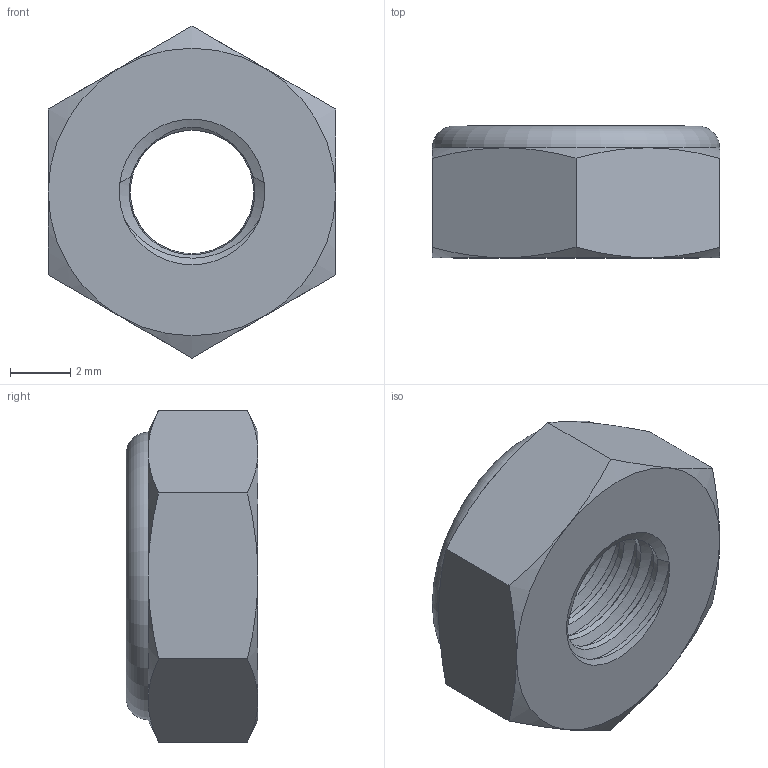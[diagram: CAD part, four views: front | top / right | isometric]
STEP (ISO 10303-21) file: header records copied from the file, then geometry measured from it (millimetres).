
FILE_DESCRIPTION(/* description */ (''),/* implementation_level */ '2;1');
FILE_NAME(/* name */ '10-32 Nylock Jam Nut_90633A411.ipt.stp',/* time_stamp */ '2014-12-18T16:47:08-08:00',/* author */ ('Autodesk Inc.'),/* organization */ ('Autodesk Inc.'),/* preprocessor_version */ 'ST-DEVELOPER v15.6',/* originating_system */ 'Autodesk Inventor 2015',/* authorisation */ '');
FILE_SCHEMA (('AUTOMOTIVE_DESIGN { 1 0 10303 214 3 1 1 }'));
Length unit declared in the file: inch
Products named in the file (1): 10-32 Nylock Jam Nut_90633A411
Bounding box: 9.53 x 4.37 x 11 mm (x, y, z)
Volume: 254.4 mm3; surface area: 528.4 mm2
Topology: 2 solids, 2 shells, 54 faces, 129 edges, 81 vertices
Faces by surface type: cone 26, cylinder 13, plane 12, torus 3
Full cylindrical faces by diameter (mm): 4.091 x1, 4.178 x3, 4.826 x4, 6.08 x1
Entity records: 1747 total; most frequent: CARTESIAN_POINT 665, ORIENTED_EDGE 208, DIRECTION 202, EDGE_CURVE 104, AXIS2_PLACEMENT_3D 98, EDGE_LOOP 80, VERTEX_POINT 76, FACE_OUTER_BOUND 54
